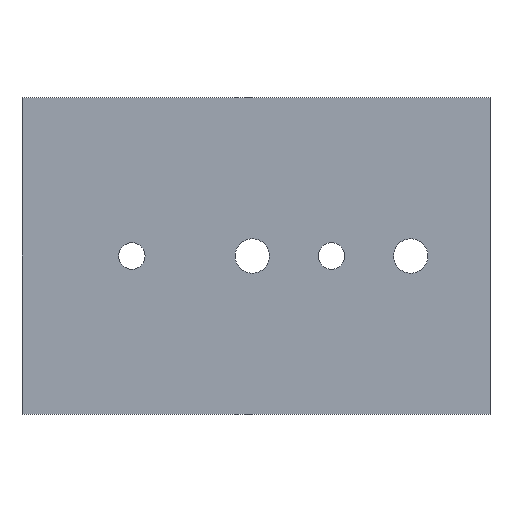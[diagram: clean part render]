
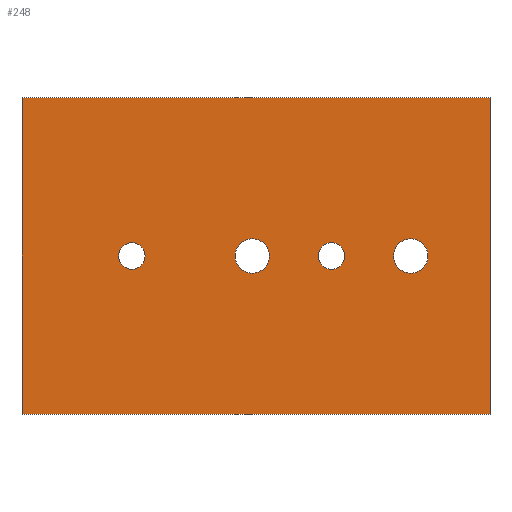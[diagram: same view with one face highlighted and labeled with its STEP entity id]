
A CAD part, front view. The second image highlights one B-rep face of the part: STEP entity #248.
In plain terms, the highlighted planar face has unit normal (0, -1, 0).
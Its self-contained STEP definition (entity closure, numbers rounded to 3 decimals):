
#21=FACE_BOUND('',#67,.T.);
#22=FACE_BOUND('',#68,.T.);
#23=FACE_BOUND('',#69,.T.);
#24=FACE_BOUND('',#70,.T.);
#32=PLANE('',#288);
#46=FACE_OUTER_BOUND('',#66,.T.);
#66=EDGE_LOOP('',(#221,#222,#223,#224));
#67=EDGE_LOOP('',(#225));
#68=EDGE_LOOP('',(#226));
#69=EDGE_LOOP('',(#227));
#70=EDGE_LOOP('',(#228));
#77=LINE('',#403,#95);
#81=LINE('',#411,#99);
#84=LINE('',#417,#102);
#87=LINE('',#422,#105);
#95=VECTOR('',#339,10.);
#99=VECTOR('',#345,10.);
#102=VECTOR('',#350,10.);
#105=VECTOR('',#355,10.);
#108=CIRCLE('',#265,2.117);
#110=CIRCLE('',#268,2.117);
#114=CIRCLE('',#275,2.75);
#118=CIRCLE('',#282,2.75);
#120=VERTEX_POINT('',#365);
#122=VERTEX_POINT('',#371);
#126=VERTEX_POINT('',#384);
#130=VERTEX_POINT('',#397);
#131=VERTEX_POINT('',#401);
#132=VERTEX_POINT('',#402);
#135=VERTEX_POINT('',#410);
#137=VERTEX_POINT('',#416);
#141=EDGE_CURVE('',#120,#120,#108,.T.);
#144=EDGE_CURVE('',#122,#122,#110,.T.);
#150=EDGE_CURVE('',#126,#126,#114,.T.);
#156=EDGE_CURVE('',#130,#130,#118,.T.);
#157=EDGE_CURVE('',#131,#132,#77,.T.);
#161=EDGE_CURVE('',#132,#135,#81,.T.);
#164=EDGE_CURVE('',#135,#137,#84,.T.);
#167=EDGE_CURVE('',#137,#131,#87,.T.);
#221=ORIENTED_EDGE('',*,*,#167,.T.);
#222=ORIENTED_EDGE('',*,*,#157,.T.);
#223=ORIENTED_EDGE('',*,*,#161,.T.);
#224=ORIENTED_EDGE('',*,*,#164,.T.);
#225=ORIENTED_EDGE('',*,*,#141,.T.);
#226=ORIENTED_EDGE('',*,*,#144,.T.);
#227=ORIENTED_EDGE('',*,*,#150,.T.);
#228=ORIENTED_EDGE('',*,*,#156,.T.);
#248=ADVANCED_FACE('',(#46,#21,#22,#23,#24),#32,.F.);
#265=AXIS2_PLACEMENT_3D('',#367,#296,#297);
#268=AXIS2_PLACEMENT_3D('',#373,#303,#304);
#275=AXIS2_PLACEMENT_3D('',#386,#319,#320);
#282=AXIS2_PLACEMENT_3D('',#399,#335,#336);
#288=AXIS2_PLACEMENT_3D('',#425,#359,#360);
#296=DIRECTION('center_axis',(0.,1.,0.));
#297=DIRECTION('ref_axis',(0.,0.,1.));
#303=DIRECTION('center_axis',(0.,1.,0.));
#304=DIRECTION('ref_axis',(0.,0.,1.));
#319=DIRECTION('center_axis',(0.,1.,0.));
#320=DIRECTION('ref_axis',(0.,0.,1.));
#335=DIRECTION('center_axis',(0.,1.,0.));
#336=DIRECTION('ref_axis',(0.,0.,1.));
#339=DIRECTION('',(0.,0.,-1.));
#345=DIRECTION('',(1.,0.,0.));
#350=DIRECTION('',(0.,0.,1.));
#355=DIRECTION('',(-1.,0.,0.));
#359=DIRECTION('center_axis',(0.,1.,0.));
#360=DIRECTION('ref_axis',(1.,0.,0.));
#365=CARTESIAN_POINT('',(74.6,0.,23.283));
#367=CARTESIAN_POINT('Origin',(74.6,0.,25.4));
#371=CARTESIAN_POINT('',(42.6,0.,23.283));
#373=CARTESIAN_POINT('Origin',(42.6,0.,25.4));
#384=CARTESIAN_POINT('',(87.3,0.,22.65));
#386=CARTESIAN_POINT('Origin',(87.3,0.,25.4));
#397=CARTESIAN_POINT('',(61.9,0.,22.65));
#399=CARTESIAN_POINT('Origin',(61.9,0.,25.4));
#401=CARTESIAN_POINT('',(25.,0.,50.8));
#402=CARTESIAN_POINT('',(25.,0.,0.));
#403=CARTESIAN_POINT('',(25.,0.,50.8));
#410=CARTESIAN_POINT('',(100.,0.,0.));
#411=CARTESIAN_POINT('',(25.,0.,0.));
#416=CARTESIAN_POINT('',(100.,0.,50.8));
#417=CARTESIAN_POINT('',(100.,0.,0.));
#422=CARTESIAN_POINT('',(100.,0.,50.8));
#425=CARTESIAN_POINT('Origin',(62.5,0.,25.4));
